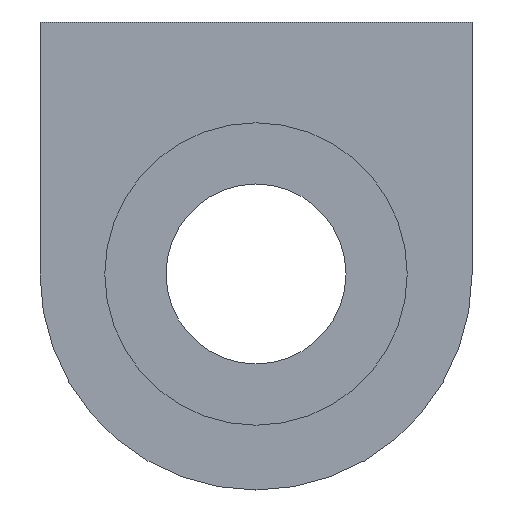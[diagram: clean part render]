
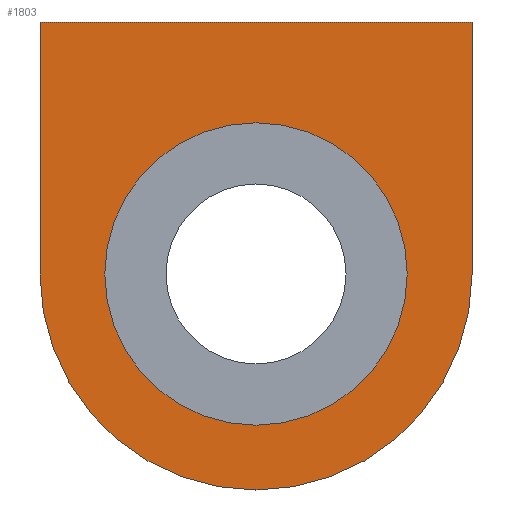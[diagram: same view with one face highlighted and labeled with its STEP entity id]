
A CAD part, front view. The second image highlights one B-rep face of the part: STEP entity #1803.
In plain terms, the highlighted planar face has unit normal (0, -1, 0).
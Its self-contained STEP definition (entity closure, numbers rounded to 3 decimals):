
#77 = PLANE('',#78);
#78 = AXIS2_PLACEMENT_3D('',#79,#80,#81);
#79 = CARTESIAN_POINT('',(-30.,0.,0.));
#80 = DIRECTION('',(-1.,0.,0.));
#81 = DIRECTION('',(0.,0.,1.));
#156 = PLANE('',#157);
#157 = AXIS2_PLACEMENT_3D('',#158,#159,#160);
#158 = CARTESIAN_POINT('',(30.,0.,35.));
#159 = DIRECTION('',(1.,0.,0.));
#160 = DIRECTION('',(0.,0.,-1.));
#211 = PLANE('',#212);
#212 = AXIS2_PLACEMENT_3D('',#213,#214,#215);
#213 = CARTESIAN_POINT('',(-30.,0.,35.));
#214 = DIRECTION('',(0.,0.,1.));
#215 = DIRECTION('',(1.,0.,0.));
#470 = VERTEX_POINT('',#471);
#471 = CARTESIAN_POINT('',(30.,-90.,35.));
#492 = EDGE_CURVE('',#470,#493,#495,.T.);
#493 = VERTEX_POINT('',#494);
#494 = CARTESIAN_POINT('',(30.,-90.,0.));
#495 = SURFACE_CURVE('',#496,(#500,#507),.PCURVE_S1.);
#496 = LINE('',#497,#498);
#497 = CARTESIAN_POINT('',(30.,-90.,35.));
#498 = VECTOR('',#499,1.);
#499 = DIRECTION('',(0.,0.,-1.));
#500 = PCURVE('',#156,#501);
#501 = DEFINITIONAL_REPRESENTATION('',(#502),#506);
#502 = LINE('',#503,#504);
#503 = CARTESIAN_POINT('',(0.,-90.));
#504 = VECTOR('',#505,1.);
#505 = DIRECTION('',(1.,0.));
#506 = ( GEOMETRIC_REPRESENTATION_CONTEXT(2) 
PARAMETRIC_REPRESENTATION_CONTEXT() REPRESENTATION_CONTEXT('2D SPACE',''
  ) );
#507 = PCURVE('',#508,#513);
#508 = PLANE('',#509);
#509 = AXIS2_PLACEMENT_3D('',#510,#511,#512);
#510 = CARTESIAN_POINT('',(0.,-90.,6.198));
#511 = DIRECTION('',(0.,1.,0.));
#512 = DIRECTION('',(0.,0.,1.));
#513 = DEFINITIONAL_REPRESENTATION('',(#514),#518);
#514 = LINE('',#515,#516);
#515 = CARTESIAN_POINT('',(28.802,30.));
#516 = VECTOR('',#517,1.);
#517 = DIRECTION('',(-1.,0.));
#518 = ( GEOMETRIC_REPRESENTATION_CONTEXT(2) 
PARAMETRIC_REPRESENTATION_CONTEXT() REPRESENTATION_CONTEXT('2D SPACE',''
  ) );
#536 = CYLINDRICAL_SURFACE('',#537,30.);
#537 = AXIS2_PLACEMENT_3D('',#538,#539,#540);
#538 = CARTESIAN_POINT('',(0.,0.,0.));
#539 = DIRECTION('',(0.,1.,0.));
#540 = DIRECTION('',(1.,0.,0.));
#962 = VERTEX_POINT('',#963);
#963 = CARTESIAN_POINT('',(-30.,-90.,0.));
#984 = EDGE_CURVE('',#962,#985,#987,.T.);
#985 = VERTEX_POINT('',#986);
#986 = CARTESIAN_POINT('',(-30.,-90.,35.));
#987 = SURFACE_CURVE('',#988,(#992,#999),.PCURVE_S1.);
#988 = LINE('',#989,#990);
#989 = CARTESIAN_POINT('',(-30.,-90.,0.));
#990 = VECTOR('',#991,1.);
#991 = DIRECTION('',(0.,0.,1.));
#992 = PCURVE('',#77,#993);
#993 = DEFINITIONAL_REPRESENTATION('',(#994),#998);
#994 = LINE('',#995,#996);
#995 = CARTESIAN_POINT('',(0.,-90.));
#996 = VECTOR('',#997,1.);
#997 = DIRECTION('',(1.,0.));
#998 = ( GEOMETRIC_REPRESENTATION_CONTEXT(2) 
PARAMETRIC_REPRESENTATION_CONTEXT() REPRESENTATION_CONTEXT('2D SPACE',''
  ) );
#999 = PCURVE('',#508,#1000);
#1000 = DEFINITIONAL_REPRESENTATION('',(#1001),#1005);
#1001 = LINE('',#1002,#1003);
#1002 = CARTESIAN_POINT('',(-6.198,-30.));
#1003 = VECTOR('',#1004,1.);
#1004 = DIRECTION('',(1.,0.));
#1005 = ( GEOMETRIC_REPRESENTATION_CONTEXT(2) 
PARAMETRIC_REPRESENTATION_CONTEXT() REPRESENTATION_CONTEXT('2D SPACE',''
  ) );
#1032 = EDGE_CURVE('',#985,#470,#1033,.T.);
#1033 = SURFACE_CURVE('',#1034,(#1038,#1045),.PCURVE_S1.);
#1034 = LINE('',#1035,#1036);
#1035 = CARTESIAN_POINT('',(-30.,-90.,35.));
#1036 = VECTOR('',#1037,1.);
#1037 = DIRECTION('',(1.,0.,0.));
#1038 = PCURVE('',#211,#1039);
#1039 = DEFINITIONAL_REPRESENTATION('',(#1040),#1044);
#1040 = LINE('',#1041,#1042);
#1041 = CARTESIAN_POINT('',(0.,-90.));
#1042 = VECTOR('',#1043,1.);
#1043 = DIRECTION('',(1.,0.));
#1044 = ( GEOMETRIC_REPRESENTATION_CONTEXT(2) 
PARAMETRIC_REPRESENTATION_CONTEXT() REPRESENTATION_CONTEXT('2D SPACE',''
  ) );
#1045 = PCURVE('',#508,#1046);
#1046 = DEFINITIONAL_REPRESENTATION('',(#1047),#1051);
#1047 = LINE('',#1048,#1049);
#1048 = CARTESIAN_POINT('',(28.802,-30.));
#1049 = VECTOR('',#1050,1.);
#1050 = DIRECTION('',(0.,1.));
#1051 = ( GEOMETRIC_REPRESENTATION_CONTEXT(2) 
PARAMETRIC_REPRESENTATION_CONTEXT() REPRESENTATION_CONTEXT('2D SPACE',''
  ) );
#1776 = EDGE_CURVE('',#962,#493,#1777,.T.);
#1777 = SURFACE_CURVE('',#1778,(#1783,#1790),.PCURVE_S1.);
#1778 = CIRCLE('',#1779,30.);
#1779 = AXIS2_PLACEMENT_3D('',#1780,#1781,#1782);
#1780 = CARTESIAN_POINT('',(0.,-90.,0.));
#1781 = DIRECTION('',(0.,-1.,0.));
#1782 = DIRECTION('',(1.,0.,0.));
#1783 = PCURVE('',#536,#1784);
#1784 = DEFINITIONAL_REPRESENTATION('',(#1785),#1789);
#1785 = LINE('',#1786,#1787);
#1786 = CARTESIAN_POINT('',(-0.,-90.));
#1787 = VECTOR('',#1788,1.);
#1788 = DIRECTION('',(-1.,0.));
#1789 = ( GEOMETRIC_REPRESENTATION_CONTEXT(2) 
PARAMETRIC_REPRESENTATION_CONTEXT() REPRESENTATION_CONTEXT('2D SPACE',''
  ) );
#1790 = PCURVE('',#508,#1791);
#1791 = DEFINITIONAL_REPRESENTATION('',(#1792),#1800);
#1792 = ( BOUNDED_CURVE() B_SPLINE_CURVE(2,(#1793,#1794,#1795,#1796,
#1797,#1798,#1799),.UNSPECIFIED.,.T.,.F.) B_SPLINE_CURVE_WITH_KNOTS((1,2
    ,2,2,2,1),(-2.094,0.,2.094,4.189,
6.283,8.378),.UNSPECIFIED.) CURVE() 
GEOMETRIC_REPRESENTATION_ITEM() RATIONAL_B_SPLINE_CURVE((1.,0.5,1.,0.5,
1.,0.5,1.)) REPRESENTATION_ITEM('') );
#1793 = CARTESIAN_POINT('',(-6.198,30.));
#1794 = CARTESIAN_POINT('',(45.763,30.));
#1795 = CARTESIAN_POINT('',(19.783,-15.));
#1796 = CARTESIAN_POINT('',(-6.198,-60.));
#1797 = CARTESIAN_POINT('',(-32.179,-15.));
#1798 = CARTESIAN_POINT('',(-58.16,30.));
#1799 = CARTESIAN_POINT('',(-6.198,30.));
#1800 = ( GEOMETRIC_REPRESENTATION_CONTEXT(2) 
PARAMETRIC_REPRESENTATION_CONTEXT() REPRESENTATION_CONTEXT('2D SPACE',''
  ) );
#1803 = ADVANCED_FACE('',(#1804,#1810),#508,.F.);
#1804 = FACE_BOUND('',#1805,.F.);
#1805 = EDGE_LOOP('',(#1806,#1807,#1808,#1809));
#1806 = ORIENTED_EDGE('',*,*,#1776,.F.);
#1807 = ORIENTED_EDGE('',*,*,#984,.T.);
#1808 = ORIENTED_EDGE('',*,*,#1032,.T.);
#1809 = ORIENTED_EDGE('',*,*,#492,.T.);
#1810 = FACE_BOUND('',#1811,.F.);
#1811 = EDGE_LOOP('',(#1812));
#1812 = ORIENTED_EDGE('',*,*,#1813,.T.);
#1813 = EDGE_CURVE('',#1814,#1814,#1816,.T.);
#1814 = VERTEX_POINT('',#1815);
#1815 = CARTESIAN_POINT('',(21.,-90.,0.));
#1816 = SURFACE_CURVE('',#1817,(#1822,#1833),.PCURVE_S1.);
#1817 = CIRCLE('',#1818,21.);
#1818 = AXIS2_PLACEMENT_3D('',#1819,#1820,#1821);
#1819 = CARTESIAN_POINT('',(0.,-90.,0.));
#1820 = DIRECTION('',(0.,-1.,0.));
#1821 = DIRECTION('',(1.,0.,0.));
#1822 = PCURVE('',#508,#1823);
#1823 = DEFINITIONAL_REPRESENTATION('',(#1824),#1832);
#1824 = ( BOUNDED_CURVE() B_SPLINE_CURVE(2,(#1825,#1826,#1827,#1828,
#1829,#1830,#1831),.UNSPECIFIED.,.T.,.F.) B_SPLINE_CURVE_WITH_KNOTS((1,2
    ,2,2,2,1),(-2.094,0.,2.094,4.189,
6.283,8.378),.UNSPECIFIED.) CURVE() 
GEOMETRIC_REPRESENTATION_ITEM() RATIONAL_B_SPLINE_CURVE((1.,0.5,1.,0.5,
1.,0.5,1.)) REPRESENTATION_ITEM('') );
#1825 = CARTESIAN_POINT('',(-6.198,21.));
#1826 = CARTESIAN_POINT('',(30.175,21.));
#1827 = CARTESIAN_POINT('',(11.988,-10.5));
#1828 = CARTESIAN_POINT('',(-6.198,-42.));
#1829 = CARTESIAN_POINT('',(-24.385,-10.5));
#1830 = CARTESIAN_POINT('',(-42.571,21.));
#1831 = CARTESIAN_POINT('',(-6.198,21.));
#1832 = ( GEOMETRIC_REPRESENTATION_CONTEXT(2) 
PARAMETRIC_REPRESENTATION_CONTEXT() REPRESENTATION_CONTEXT('2D SPACE',''
  ) );
#1833 = PCURVE('',#1834,#1839);
#1834 = CYLINDRICAL_SURFACE('',#1835,21.);
#1835 = AXIS2_PLACEMENT_3D('',#1836,#1837,#1838);
#1836 = CARTESIAN_POINT('',(0.,-90.,0.));
#1837 = DIRECTION('',(0.,-1.,0.));
#1838 = DIRECTION('',(1.,0.,0.));
#1839 = DEFINITIONAL_REPRESENTATION('',(#1840),#1844);
#1840 = LINE('',#1841,#1842);
#1841 = CARTESIAN_POINT('',(0.,0.));
#1842 = VECTOR('',#1843,1.);
#1843 = DIRECTION('',(1.,0.));
#1844 = ( GEOMETRIC_REPRESENTATION_CONTEXT(2) 
PARAMETRIC_REPRESENTATION_CONTEXT() REPRESENTATION_CONTEXT('2D SPACE',''
  ) );
